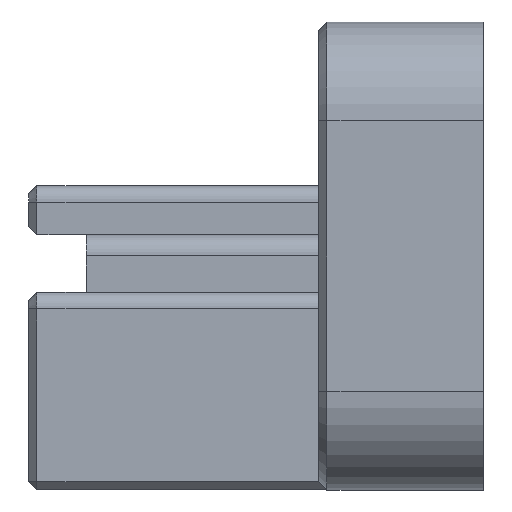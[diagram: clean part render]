
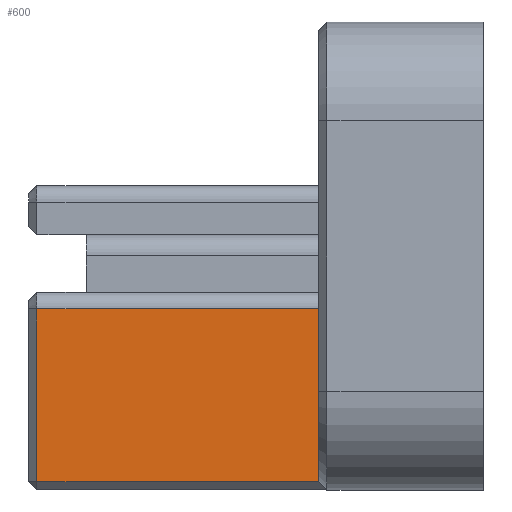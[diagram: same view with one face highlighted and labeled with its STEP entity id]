
A CAD part, left-side view. The second image highlights one B-rep face of the part: STEP entity #600.
In plain terms, the highlighted planar face has unit normal (-1, 0, 0).
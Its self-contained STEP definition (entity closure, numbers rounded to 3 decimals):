
#48 = ORIENTED_EDGE ( 'NONE', *, *, #1046, .T. ) ;
#91 = VERTEX_POINT ( 'NONE', #2347 ) ;
#138 = CARTESIAN_POINT ( 'NONE',  ( 6.245, 10., -25.914 ) ) ;
#160 = DIRECTION ( 'NONE',  ( 0., 0., -1. ) ) ;
#307 = DIRECTION ( 'NONE',  ( 1., 0., 0. ) ) ;
#331 = DIRECTION ( 'NONE',  ( 0., 0., 1. ) ) ;
#525 = VERTEX_POINT ( 'NONE', #1633 ) ;
#537 = VECTOR ( 'NONE', #331, 1000. ) ;
#550 = ORIENTED_EDGE ( 'NONE', *, *, #1392, .T. ) ;
#580 = LINE ( 'NONE', #1765, #789 ) ;
#600 = ADVANCED_FACE ( 'NONE', ( #1333 ), #745, .F. ) ;
#655 = VECTOR ( 'NONE', #1070, 1000. ) ;
#697 = VERTEX_POINT ( 'NONE', #1513 ) ;
#743 = VECTOR ( 'NONE', #2305, 1000. ) ;
#745 = PLANE ( 'NONE',  #2358 ) ;
#789 = VECTOR ( 'NONE', #160, 1000. ) ;
#862 = CARTESIAN_POINT ( 'NONE',  ( 6.245, 51.349, -14.914 ) ) ;
#915 = LINE ( 'NONE', #138, #537 ) ;
#1046 = EDGE_CURVE ( 'NONE', #525, #697, #1329, .T. ) ;
#1055 = VERTEX_POINT ( 'NONE', #1314 ) ;
#1070 = DIRECTION ( 'NONE',  ( 0., 1., 0. ) ) ;
#1302 = EDGE_CURVE ( 'NONE', #1055, #91, #1430, .T. ) ;
#1314 = CARTESIAN_POINT ( 'NONE',  ( 6.245, 10., -14.914 ) ) ;
#1329 = LINE ( 'NONE', #2319, #743 ) ;
#1333 = FACE_OUTER_BOUND ( 'NONE', #2550, .T. ) ;
#1392 = EDGE_CURVE ( 'NONE', #91, #525, #580, .T. ) ;
#1430 = LINE ( 'NONE', #862, #655 ) ;
#1513 = CARTESIAN_POINT ( 'NONE',  ( 6.245, 10., -25.414 ) ) ;
#1555 = ORIENTED_EDGE ( 'NONE', *, *, #2449, .T. ) ;
#1633 = CARTESIAN_POINT ( 'NONE',  ( 6.245, 27.125, -25.414 ) ) ;
#1751 = CARTESIAN_POINT ( 'NONE',  ( 6.245, 51.349, -25.914 ) ) ;
#1765 = CARTESIAN_POINT ( 'NONE',  ( 6.245, 27.125, -25.914 ) ) ;
#2165 = ORIENTED_EDGE ( 'NONE', *, *, #1302, .T. ) ;
#2305 = DIRECTION ( 'NONE',  ( 0., -1., 0. ) ) ;
#2319 = CARTESIAN_POINT ( 'NONE',  ( 6.245, 51.349, -25.414 ) ) ;
#2347 = CARTESIAN_POINT ( 'NONE',  ( 6.245, 27.125, -14.914 ) ) ;
#2358 = AXIS2_PLACEMENT_3D ( 'NONE', #1751, #307, #2532 ) ;
#2449 = EDGE_CURVE ( 'NONE', #697, #1055, #915, .T. ) ;
#2532 = DIRECTION ( 'NONE',  ( 0., 0., -1. ) ) ;
#2550 = EDGE_LOOP ( 'NONE', ( #2165, #550, #48, #1555 ) ) ;
